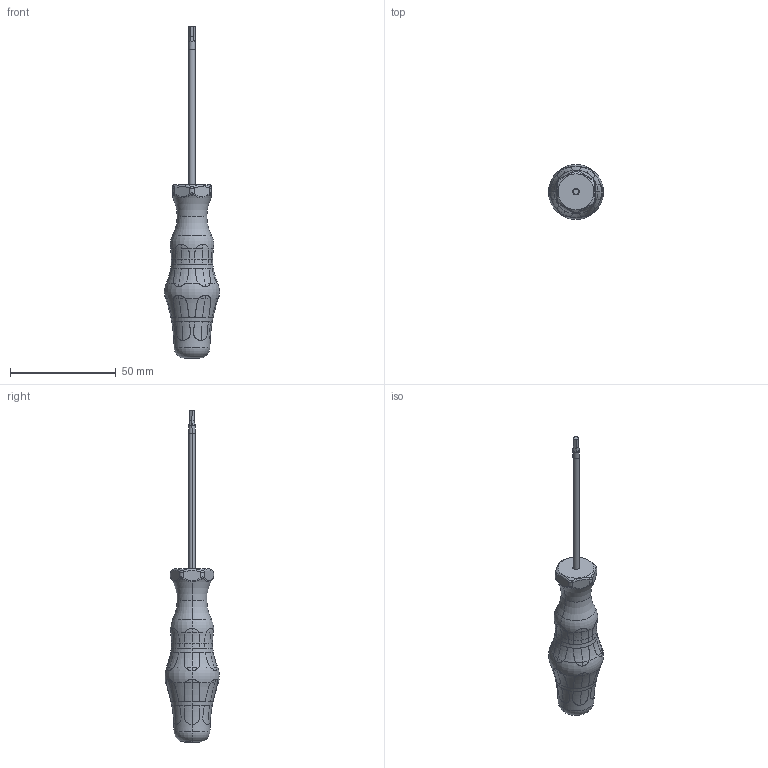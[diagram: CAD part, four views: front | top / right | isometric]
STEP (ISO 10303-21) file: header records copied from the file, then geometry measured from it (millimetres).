
FILE_DESCRIPTION (( 'STEP AP214' ), '1' );
FILE_NAME ('Were - 2.5x75.STEP', '2016-05-04T02:04:05', ( '' ), ( '' ), 'SwSTEP 2.0', 'SolidWorks 2010', '' );
FILE_SCHEMA (( 'AUTOMOTIVE_DESIGN' ));
Length unit declared in the file: millimetre
Products named in the file (1): Were - 2.5x75
Bounding box: 26.05 x 25.86 x 157 mm (x, y, z)
Volume: 24744.2 mm3; surface area: 10529.4 mm2
Topology: 5 solids, 5 shells, 642 faces, 1726 edges, 1099 vertices
Faces by surface type: torus 238, plane 196, bspline 130, cylinder 44, cone 34
Entity records: 31587 total; most frequent: CARTESIAN_POINT 17106, ORIENTED_EDGE 3452, DIRECTION 2242, EDGE_CURVE 1726, VERTEX_POINT 1099, AXIS2_PLACEMENT_3D 951, B_SPLINE_CURVE_WITH_KNOTS 942, EDGE_LOOP 651
